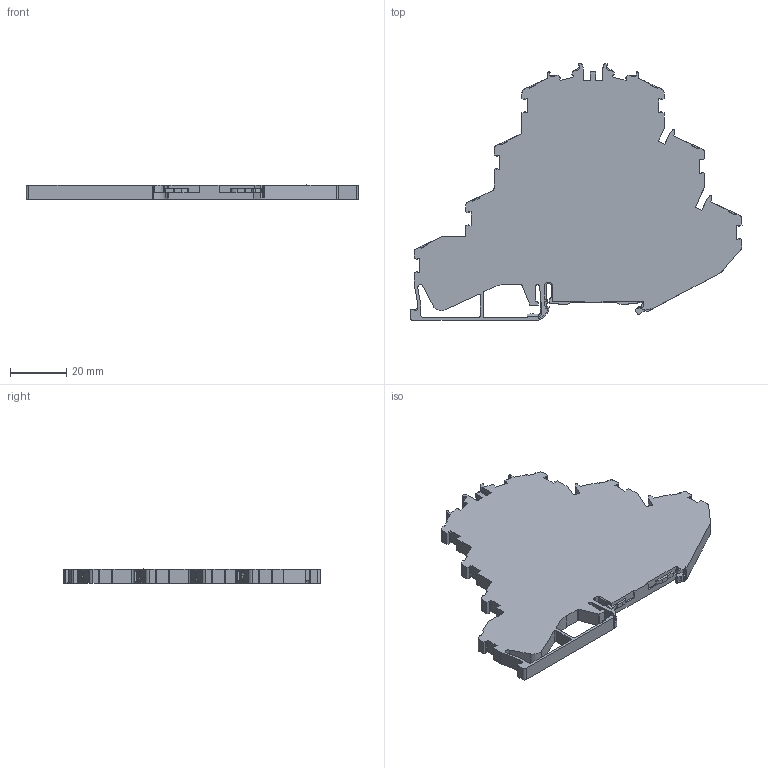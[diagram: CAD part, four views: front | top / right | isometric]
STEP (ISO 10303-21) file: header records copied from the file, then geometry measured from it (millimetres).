
FILE_DESCRIPTION (( 'STEP AP214' ), '1' );
FILE_NAME ('307200_PYK 2,5-3FT_Beige.STP', '2015-08-05T06:32:41', ( '' ), ( '' ), 'SwSTEP 2.0', 'SolidWorks 2015', '' );
FILE_SCHEMA (( 'AUTOMOTIVE_DESIGN' ));
Length unit declared in the file: millimetre
Products named in the file (1): 307200_PYK 2,5-3FT_Beige
Bounding box: 118.57 x 91.67 x 5 mm (x, y, z)
Volume: 31771.1 mm3; surface area: 16116.1 mm2
Topology: 1 solids, 1 shells, 770 faces, 2264 edges, 1503 vertices
Faces by surface type: plane 475, cylinder 261, bspline 34
Entity records: 34017 total; most frequent: CARTESIAN_POINT 5569, ORIENTED_EDGE 4528, DIRECTION 4022, EDGE_CURVE 2264, LINE 1608, VECTOR 1608, VERTEX_POINT 1503, AXIS2_PLACEMENT_3D 1207
